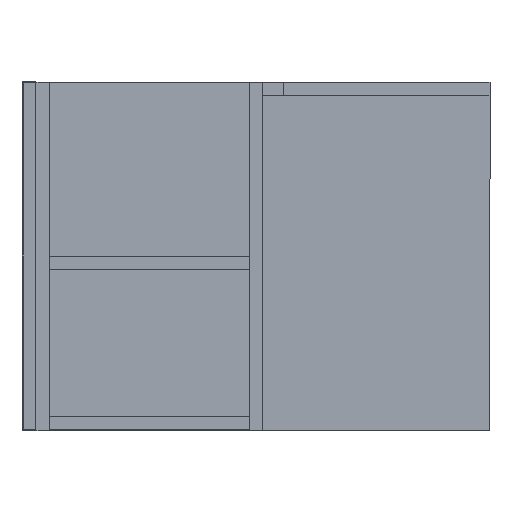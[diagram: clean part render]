
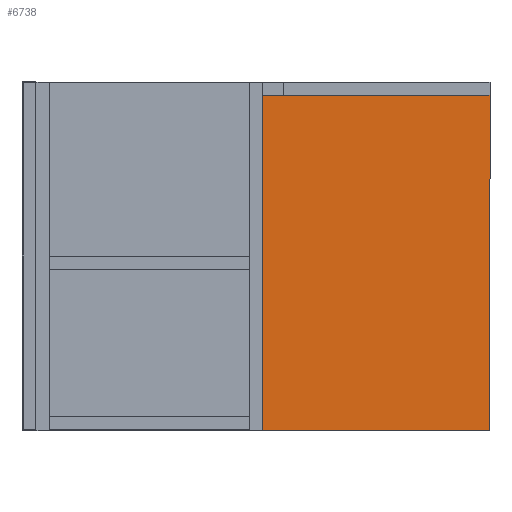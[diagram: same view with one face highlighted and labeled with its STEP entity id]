
A CAD part, left-side view. The second image highlights one B-rep face of the part: STEP entity #6738.
In plain terms, the highlighted face is planar.
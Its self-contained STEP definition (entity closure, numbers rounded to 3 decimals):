
#805=FACE_OUTER_BOUND('',#1214,.T.);
#1214=EDGE_LOOP('',(#5576,#5577,#5578,#5579));
#1955=LINE('',#10529,#2669);
#1959=LINE('',#10537,#2673);
#1962=LINE('',#10543,#2676);
#1965=LINE('',#10548,#2679);
#2669=VECTOR('',#8676,1.);
#2673=VECTOR('',#8682,1.);
#2676=VECTOR('',#8687,1.);
#2679=VECTOR('',#8692,1.);
#3187=VERTEX_POINT('',#10527);
#3188=VERTEX_POINT('',#10528);
#3191=VERTEX_POINT('',#10536);
#3193=VERTEX_POINT('',#10542);
#4002=EDGE_CURVE('',#3187,#3188,#1955,.T.);
#4006=EDGE_CURVE('',#3191,#3187,#1959,.T.);
#4009=EDGE_CURVE('',#3193,#3191,#1962,.T.);
#4012=EDGE_CURVE('',#3188,#3193,#1965,.T.);
#5576=ORIENTED_EDGE('',*,*,#4012,.T.);
#5577=ORIENTED_EDGE('',*,*,#4009,.T.);
#5578=ORIENTED_EDGE('',*,*,#4006,.T.);
#5579=ORIENTED_EDGE('',*,*,#4002,.T.);
#6414=PLANE('',#7245);
#6738=ADVANCED_FACE('',(#805),#6414,.T.);
#7245=AXIS2_PLACEMENT_3D('',#10550,#8694,#8695);
#8676=DIRECTION('',(0.,0.,-1.));
#8682=DIRECTION('',(0.,-1.,0.));
#8687=DIRECTION('',(0.,0.,1.));
#8692=DIRECTION('',(0.,1.,0.));
#8694=DIRECTION('center_axis',(1.,0.,0.));
#8695=DIRECTION('ref_axis',(0.,0.,-1.));
#10527=CARTESIAN_POINT('',(-2765.985,-3009.32,0.));
#10528=CARTESIAN_POINT('',(-2765.985,-3009.32,-325.));
#10529=CARTESIAN_POINT('',(-2765.985,-3009.32,0.));
#10536=CARTESIAN_POINT('',(-2765.985,-2529.32,0.));
#10537=CARTESIAN_POINT('',(-2765.985,-2529.32,0.));
#10542=CARTESIAN_POINT('',(-2765.985,-2529.32,-325.));
#10543=CARTESIAN_POINT('',(-2765.985,-2529.32,-325.));
#10548=CARTESIAN_POINT('',(-2765.985,-3009.32,-325.));
#10550=CARTESIAN_POINT('Origin',(-2765.985,-2769.32,-162.5));
